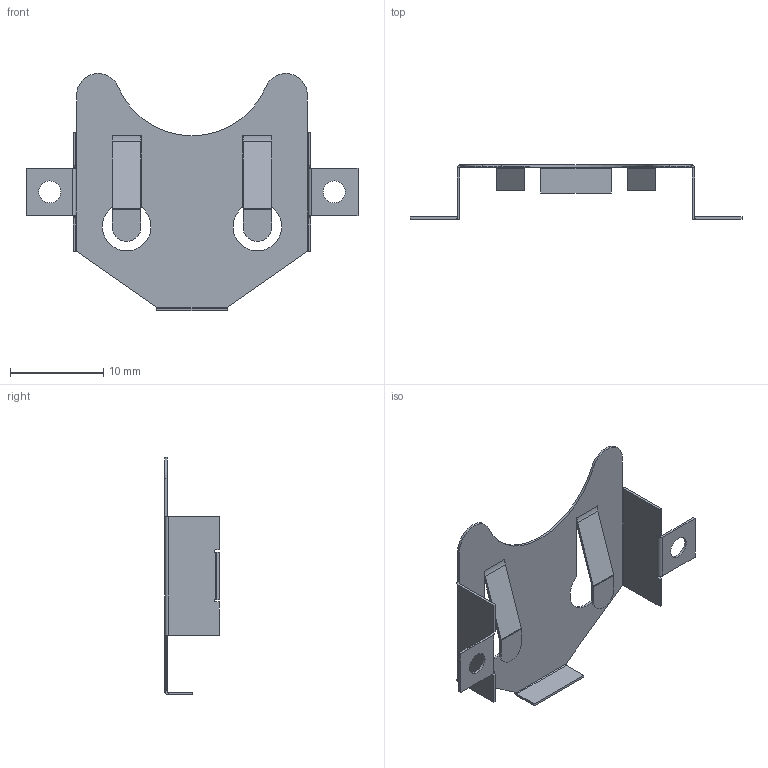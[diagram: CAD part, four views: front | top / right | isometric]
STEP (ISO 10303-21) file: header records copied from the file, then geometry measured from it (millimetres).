
FILE_DESCRIPTION (( 'STEP AP214' ), '1' );
FILE_NAME ('BK-877.STEP', '2019-10-13T10:12:00', ( '' ), ( '' ), 'SwSTEP 2.0', 'SolidWorks 2017', '' );
FILE_SCHEMA (( 'AUTOMOTIVE_DESIGN' ));
Length unit declared in the file: millimetre
Products named in the file (1): BK-877
Bounding box: 35.56 x 5.84 x 25.4 mm (x, y, z)
Volume: 168.6 mm3; surface area: 1416.6 mm2
Topology: 1 solids, 1 shells, 124 faces, 294 edges, 172 vertices
Faces by surface type: plane 83, cylinder 41
Entity records: 3534 total; most frequent: DIRECTION 626, CARTESIAN_POINT 591, ORIENTED_EDGE 588, EDGE_CURVE 294, VECTOR 212, LINE 212, AXIS2_PLACEMENT_3D 207, VERTEX_POINT 172
